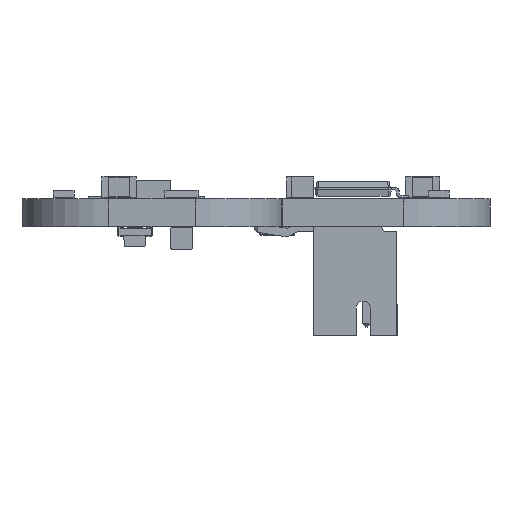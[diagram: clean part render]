
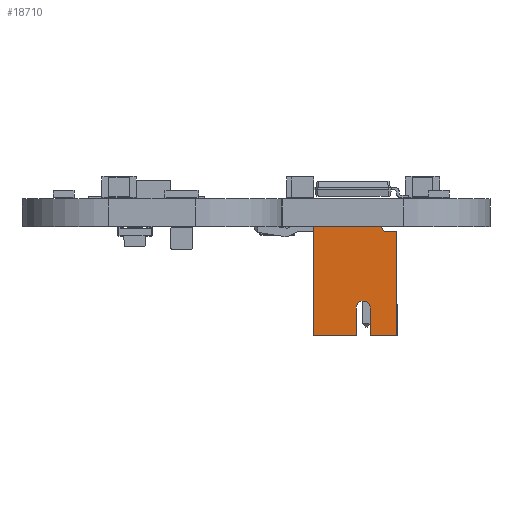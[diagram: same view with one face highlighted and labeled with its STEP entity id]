
A CAD part, left-side view. The second image highlights one B-rep face of the part: STEP entity #18710.
In plain terms, the highlighted planar face has unit normal (-1, 0, 0).
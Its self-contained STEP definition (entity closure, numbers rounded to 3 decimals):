
#17483 = VERTEX_POINT('',#17484);
#17484 = CARTESIAN_POINT('',(-1.95,-6.25,2.5));
#17490 = EDGE_CURVE('',#17483,#17491,#17493,.T.);
#17491 = VERTEX_POINT('',#17492);
#17492 = CARTESIAN_POINT('',(-1.95,-6.25,0.));
#17493 = LINE('',#17494,#17495);
#17494 = CARTESIAN_POINT('',(-1.95,-6.25,4.8));
#17495 = VECTOR('',#17496,1.);
#17496 = DIRECTION('',(0.,0.,-1.));
#18692 = VERTEX_POINT('',#18693);
#18693 = CARTESIAN_POINT('',(-1.95,-4.65,2.5));
#18699 = EDGE_CURVE('',#18692,#17483,#18700,.T.);
#18700 = LINE('',#18701,#18702);
#18701 = CARTESIAN_POINT('',(-1.95,-2.45,2.5));
#18702 = VECTOR('',#18703,1.);
#18703 = DIRECTION('',(0.,-1.,0.));
#18710 = ADVANCED_FACE('',(#18711),#18778,.T.);
#18711 = FACE_BOUND('',#18712,.T.);
#18712 = EDGE_LOOP('',(#18713,#18723,#18731,#18739,#18745,#18746,#18747,
    #18756,#18764,#18772));
#18713 = ORIENTED_EDGE('',*,*,#18714,.T.);
#18714 = EDGE_CURVE('',#18715,#18717,#18719,.T.);
#18715 = VERTEX_POINT('',#18716);
#18716 = CARTESIAN_POINT('',(-1.95,-0.25,4.8));
#18717 = VERTEX_POINT('',#18718);
#18718 = CARTESIAN_POINT('',(-1.95,-0.25,4.1));
#18719 = LINE('',#18720,#18721);
#18720 = CARTESIAN_POINT('',(-1.95,-0.25,4.8));
#18721 = VECTOR('',#18722,1.);
#18722 = DIRECTION('',(0.,0.,-1.));
#18723 = ORIENTED_EDGE('',*,*,#18724,.T.);
#18724 = EDGE_CURVE('',#18717,#18725,#18727,.T.);
#18725 = VERTEX_POINT('',#18726);
#18726 = CARTESIAN_POINT('',(-1.95,1.35,3.2));
#18727 = LINE('',#18728,#18729);
#18728 = CARTESIAN_POINT('',(-1.95,-0.25,4.1));
#18729 = VECTOR('',#18730,1.);
#18730 = DIRECTION('',(0.,0.872,-0.49
    ));
#18731 = ORIENTED_EDGE('',*,*,#18732,.T.);
#18732 = EDGE_CURVE('',#18725,#18733,#18735,.T.);
#18733 = VERTEX_POINT('',#18734);
#18734 = CARTESIAN_POINT('',(-1.95,1.35,0.));
#18735 = LINE('',#18736,#18737);
#18736 = CARTESIAN_POINT('',(-1.95,1.35,3.2));
#18737 = VECTOR('',#18738,1.);
#18738 = DIRECTION('',(-0.,0.,-1.));
#18739 = ORIENTED_EDGE('',*,*,#18740,.T.);
#18740 = EDGE_CURVE('',#18733,#17491,#18741,.T.);
#18741 = LINE('',#18742,#18743);
#18742 = CARTESIAN_POINT('',(-1.95,1.35,0.));
#18743 = VECTOR('',#18744,1.);
#18744 = DIRECTION('',(0.,-1.,0.));
#18745 = ORIENTED_EDGE('',*,*,#17490,.F.);
#18746 = ORIENTED_EDGE('',*,*,#18699,.F.);
#18747 = ORIENTED_EDGE('',*,*,#18748,.T.);
#18748 = EDGE_CURVE('',#18692,#18749,#18751,.T.);
#18749 = VERTEX_POINT('',#18750);
#18750 = CARTESIAN_POINT('',(-1.95,-4.65,3.3));
#18751 = CIRCLE('',#18752,0.4);
#18752 = AXIS2_PLACEMENT_3D('',#18753,#18754,#18755);
#18753 = CARTESIAN_POINT('',(-1.95,-4.65,2.9));
#18754 = DIRECTION('',(1.,0.,0.));
#18755 = DIRECTION('',(0.,0.,1.));
#18756 = ORIENTED_EDGE('',*,*,#18757,.F.);
#18757 = EDGE_CURVE('',#18758,#18749,#18760,.T.);
#18758 = VERTEX_POINT('',#18759);
#18759 = CARTESIAN_POINT('',(-1.95,-6.25,3.3));
#18760 = LINE('',#18761,#18762);
#18761 = CARTESIAN_POINT('',(-1.95,-3.25,3.3));
#18762 = VECTOR('',#18763,1.);
#18763 = DIRECTION('',(0.,1.,0.));
#18764 = ORIENTED_EDGE('',*,*,#18765,.F.);
#18765 = EDGE_CURVE('',#18766,#18758,#18768,.T.);
#18766 = VERTEX_POINT('',#18767);
#18767 = CARTESIAN_POINT('',(-1.95,-6.25,4.8));
#18768 = LINE('',#18769,#18770);
#18769 = CARTESIAN_POINT('',(-1.95,-6.25,4.8));
#18770 = VECTOR('',#18771,1.);
#18771 = DIRECTION('',(0.,0.,-1.));
#18772 = ORIENTED_EDGE('',*,*,#18773,.F.);
#18773 = EDGE_CURVE('',#18715,#18766,#18774,.T.);
#18774 = LINE('',#18775,#18776);
#18775 = CARTESIAN_POINT('',(-1.95,-0.25,4.8));
#18776 = VECTOR('',#18777,1.);
#18777 = DIRECTION('',(0.,-1.,0.));
#18778 = PLANE('',#18779);
#18779 = AXIS2_PLACEMENT_3D('',#18780,#18781,#18782);
#18780 = CARTESIAN_POINT('',(-1.95,-2.91,2.369));
#18781 = DIRECTION('',(-1.,0.,0.));
#18782 = DIRECTION('',(0.,0.,1.));
